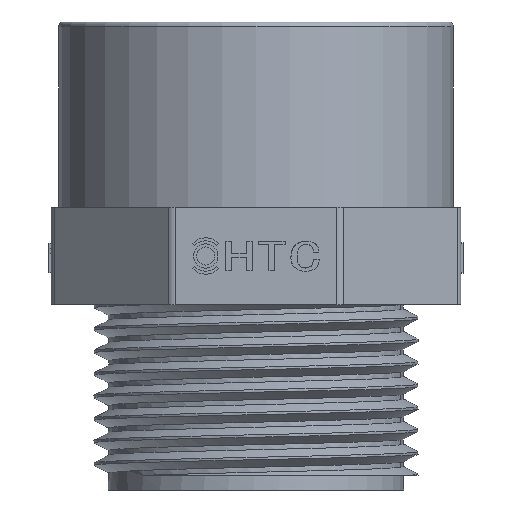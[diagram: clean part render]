
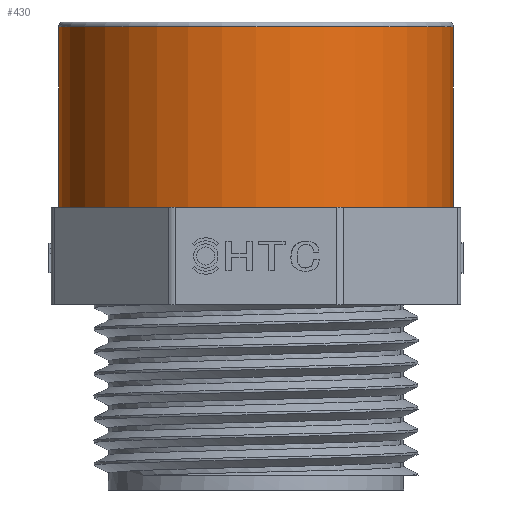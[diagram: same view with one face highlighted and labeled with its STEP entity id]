
A CAD part, front view. The second image highlights one B-rep face of the part: STEP entity #430.
In plain terms, the highlighted cylindrical face has radius 20.25 mm (diameter 40.5 mm), a full revolution.
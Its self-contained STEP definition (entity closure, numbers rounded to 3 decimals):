
#358=CYLINDRICAL_SURFACE('',#4694,20.25);
#391=CIRCLE('',#4692,20.25);
#392=CIRCLE('',#4693,20.25);
#430=ADVANCED_FACE('',(#1487,#1488),#358,.T.);
#1487=FACE_BOUND('',#1551,.T.);
#1488=FACE_BOUND('',#1552,.T.);
#1551=EDGE_LOOP('',(#1998));
#1552=EDGE_LOOP('',(#1999));
#1998=ORIENTED_EDGE('',*,*,#3765,.T.);
#1999=ORIENTED_EDGE('',*,*,#3766,.T.);
#3316=VERTEX_POINT('',#6536);
#3317=VERTEX_POINT('',#6538);
#3765=EDGE_CURVE('',#3316,#3316,#391,.T.);
#3766=EDGE_CURVE('',#3317,#3317,#392,.T.);
#4692=AXIS2_PLACEMENT_3D('',#6535,#4951,#4952);
#4693=AXIS2_PLACEMENT_3D('',#6537,#4953,#4954);
#4694=AXIS2_PLACEMENT_3D('',#6539,#4955,#4956);
#4951=DIRECTION('',(0.,0.,-1.));
#4952=DIRECTION('',(1.,0.,0.));
#4953=DIRECTION('',(0.,0.,1.));
#4954=DIRECTION('',(1.,0.,0.));
#4955=DIRECTION('',(0.,0.,1.));
#4956=DIRECTION('',(1.,0.,0.));
#6535=CARTESIAN_POINT('',(135.226,-0.168,39.5));
#6536=CARTESIAN_POINT('',(155.476,-0.168,39.5));
#6537=CARTESIAN_POINT('',(135.226,-0.168,21.));
#6538=CARTESIAN_POINT('',(155.476,-0.168,21.));
#6539=CARTESIAN_POINT('',(135.226,-0.168,21.));
